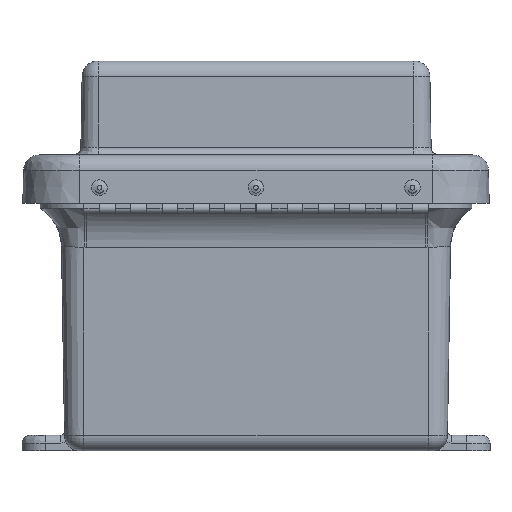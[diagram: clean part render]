
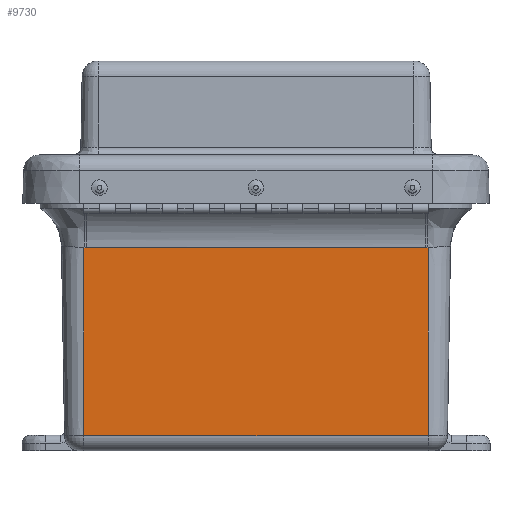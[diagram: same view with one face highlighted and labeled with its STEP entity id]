
A CAD part, left-side view. The second image highlights one B-rep face of the part: STEP entity #9730.
In plain terms, the highlighted planar face has unit normal (-1, 0, -0.016).
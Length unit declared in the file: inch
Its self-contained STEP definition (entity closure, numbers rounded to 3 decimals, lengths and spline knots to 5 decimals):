
#731 = VECTOR ( 'NONE', #8650, 39.37008 ) ;
#878 = CARTESIAN_POINT ( 'NONE',  ( -2.09734, -2.74735, -1.2516 ) ) ;
#2004 = VERTEX_POINT ( 'NONE', #25667 ) ;
#3715 = EDGE_CURVE ( 'NONE', #2004, #12115, #26838, .T. ) ;
#3893 = CARTESIAN_POINT ( 'NONE',  ( -2.09734, -2.74735, -1.2516 ) ) ;
#3902 = B_SPLINE_CURVE_WITH_KNOTS ( 'NONE', 3,
 ( #20763, #6746, #21003, #3893 ),
 .UNSPECIFIED., .F., .F.,
 ( 4, 4 ),
 ( 0., 1. ),
 .UNSPECIFIED. ) ;
#4548 = DIRECTION ( 'NONE',  ( 0.016, 0., -1. ) ) ;
#4865 = AXIS2_PLACEMENT_3D ( 'NONE', #30199, #21394, #4548 ) ;
#5411 = FACE_OUTER_BOUND ( 'NONE', #31462, .T. ) ;
#5520 = CARTESIAN_POINT ( 'NONE',  ( -2.04514, 2.74735, -4.5 ) ) ;
#6746 = CARTESIAN_POINT ( 'NONE',  ( -2.09733, -2.72072, -1.25204 ) ) ;
#8348 = CARTESIAN_POINT ( 'NONE',  ( -2.09733, 2.74735, -1.25204 ) ) ;
#8650 = DIRECTION ( 'NONE',  ( -0.016, 0., 1. ) ) ;
#9376 = CARTESIAN_POINT ( 'NONE',  ( -2.09733, -2.70741, -1.25204 ) ) ;
#9730 = ADVANCED_FACE ( 'NONE', ( #5411 ), #21758, .T. ) ;
#10638 = ORIENTED_EDGE ( 'NONE', *, *, #27774, .F. ) ;
#10952 = LINE ( 'NONE', #5520, #731 ) ;
#11634 = VECTOR ( 'NONE', #27978, 39.37008 ) ;
#12115 = VERTEX_POINT ( 'NONE', #22462 ) ;
#12784 = CARTESIAN_POINT ( 'NONE',  ( -2.09733, 2.72073, -1.25204 ) ) ;
#13577 = LINE ( 'NONE', #19462, #27884 ) ;
#18058 = CARTESIAN_POINT ( 'NONE',  ( -2.09733, 2.70741, -1.25204 ) ) ;
#19379 = ORIENTED_EDGE ( 'NONE', *, *, #29745, .F. ) ;
#19462 = CARTESIAN_POINT ( 'NONE',  ( -2.11742, -2.74735, -0.00196 ) ) ;
#19837 = LINE ( 'NONE', #8348, #20271 ) ;
#20094 = EDGE_CURVE ( 'NONE', #2004, #30894, #13577, .T. ) ;
#20271 = VECTOR ( 'NONE', #33518, 39.37008 ) ;
#20763 = CARTESIAN_POINT ( 'NONE',  ( -2.09733, -2.70741, -1.25204 ) ) ;
#21003 = CARTESIAN_POINT ( 'NONE',  ( -2.09733, -2.73403, -1.25189 ) ) ;
#21394 = DIRECTION ( 'NONE',  ( -1., 0., -0.016 ) ) ;
#21758 = PLANE ( 'NONE',  #4865 ) ;
#22462 = CARTESIAN_POINT ( 'NONE',  ( -2.04909, 2.74735, -4.25402 ) ) ;
#23003 = ORIENTED_EDGE ( 'NONE', *, *, #20094, .T. ) ;
#23357 = VERTEX_POINT ( 'NONE', #9376 ) ;
#23925 = CARTESIAN_POINT ( 'NONE',  ( -2.09734, 2.74735, -1.2516 ) ) ;
#24542 = EDGE_CURVE ( 'NONE', #23357, #29569, #19837, .T. ) ;
#24562 = DIRECTION ( 'NONE',  ( -0.016, 0., 1. ) ) ;
#25517 = ORIENTED_EDGE ( 'NONE', *, *, #3715, .F. ) ;
#25667 = CARTESIAN_POINT ( 'NONE',  ( -2.04909, -2.74735, -4.25402 ) ) ;
#26838 = LINE ( 'NONE', #33362, #11634 ) ;
#26907 = CARTESIAN_POINT ( 'NONE',  ( -2.09734, 2.74735, -1.2516 ) ) ;
#27156 = CARTESIAN_POINT ( 'NONE',  ( -2.09733, 2.73404, -1.25189 ) ) ;
#27774 = EDGE_CURVE ( 'NONE', #35683, #29569, #35739, .T. ) ;
#27884 = VECTOR ( 'NONE', #24562, 39.37008 ) ;
#27978 = DIRECTION ( 'NONE',  ( 0., 1., 0. ) ) ;
#28271 = ORIENTED_EDGE ( 'NONE', *, *, #24542, .T. ) ;
#29337 = CARTESIAN_POINT ( 'NONE',  ( -2.09733, 2.70741, -1.25204 ) ) ;
#29569 = VERTEX_POINT ( 'NONE', #29337 ) ;
#29745 = EDGE_CURVE ( 'NONE', #12115, #35683, #10952, .T. ) ;
#30130 = ORIENTED_EDGE ( 'NONE', *, *, #30458, .F. ) ;
#30199 = CARTESIAN_POINT ( 'NONE',  ( -2.11742, 2.74735, -0.00196 ) ) ;
#30458 = EDGE_CURVE ( 'NONE', #23357, #30894, #3902, .T. ) ;
#30894 = VERTEX_POINT ( 'NONE', #878 ) ;
#31462 = EDGE_LOOP ( 'NONE', ( #25517, #23003, #30130, #28271, #10638, #19379 ) ) ;
#33362 = CARTESIAN_POINT ( 'NONE',  ( -2.04909, 0., -4.25402 ) ) ;
#33518 = DIRECTION ( 'NONE',  ( 0., 1., 0. ) ) ;
#35683 = VERTEX_POINT ( 'NONE', #23925 ) ;
#35739 = B_SPLINE_CURVE_WITH_KNOTS ( 'NONE', 3,
 ( #26907, #27156, #12784, #18058 ),
 .UNSPECIFIED., .F., .F.,
 ( 4, 4 ),
 ( 0., 1. ),
 .UNSPECIFIED. ) ;
